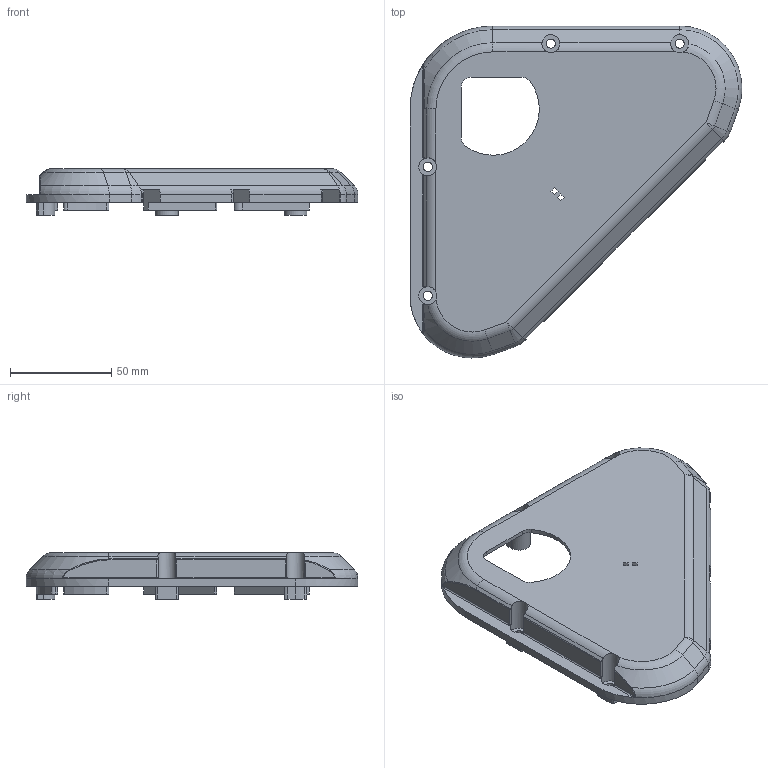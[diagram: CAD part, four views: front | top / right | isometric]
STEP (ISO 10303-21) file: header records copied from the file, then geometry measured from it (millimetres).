
FILE_DESCRIPTION(/* description */ (''),/* implementation_level */ '2;1');
FILE_NAME(/* name */ 'MK4i_cover_002B_v2.stp',/* time_stamp */ '2024-02-11T17:21:32-05:00',/* author */ ('mavericks'),/* organization */ (''),/* preprocessor_version */ 'ST-DEVELOPER v19.2',/* originating_system */ 'Autodesk Inventor 2023',/* authorisation */ '');
FILE_SCHEMA (('AUTOMOTIVE_DESIGN { 1 0 10303 214 3 1 1 }'));
Length unit declared in the file: inch
Products named in the file (1): MK4i_cover_002B_v2
Bounding box: 163.7 x 163.7 x 23.01 mm (x, y, z)
Volume: 99059.4 mm3; surface area: 51336.3 mm2
Topology: 1 solids, 1 shells, 204 faces, 548 edges, 349 vertices
Faces by surface type: plane 103, cylinder 73, torus 10, bspline 10, cone 8
Full cylindrical faces by diameter (mm): 4.496 x2, 4.572 x2, 7.62 x4, 8.89 x4
Entity records: 6802 total; most frequent: CARTESIAN_POINT 1584, ORIENTED_EDGE 1092, DIRECTION 1076, EDGE_CURVE 546, AXIS2_PLACEMENT_3D 377, VERTEX_POINT 349, LINE 322, VECTOR 322
